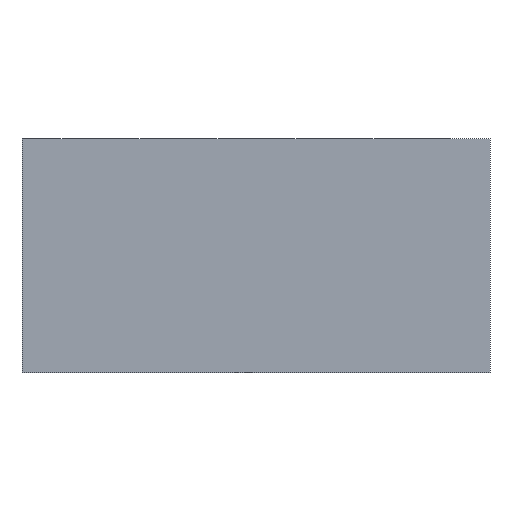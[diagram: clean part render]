
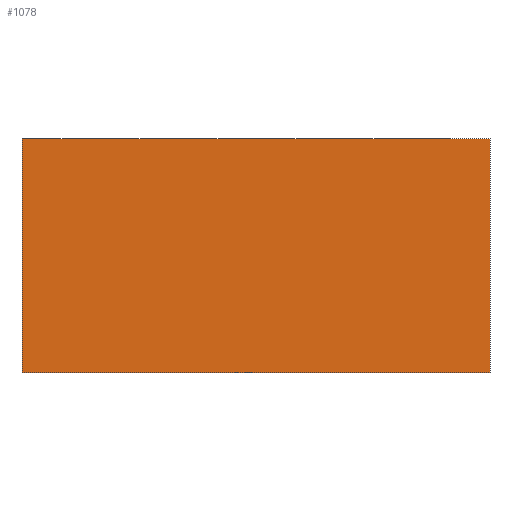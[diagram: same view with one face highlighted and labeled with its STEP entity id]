
A CAD part, front view. The second image highlights one B-rep face of the part: STEP entity #1078.
In plain terms, the highlighted planar face has unit normal (0, -1, 0).
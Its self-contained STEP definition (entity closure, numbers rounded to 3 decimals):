
#61=FACE_OUTER_BOUND('',#111,.T.);
#111=EDGE_LOOP('',(#874,#875,#876,#877));
#216=LINE('',#1617,#360);
#254=LINE('',#1683,#398);
#255=LINE('',#1686,#399);
#256=LINE('',#1687,#400);
#360=VECTOR('',#1320,10.);
#398=VECTOR('',#1390,10.);
#399=VECTOR('',#1393,10.);
#400=VECTOR('',#1394,10.);
#483=VERTEX_POINT('',#1614);
#484=VERTEX_POINT('',#1616);
#496=VERTEX_POINT('',#1681);
#497=VERTEX_POINT('',#1685);
#600=EDGE_CURVE('',#483,#484,#216,.T.);
#638=EDGE_CURVE('',#483,#496,#254,.T.);
#639=EDGE_CURVE('',#497,#496,#255,.T.);
#640=EDGE_CURVE('',#484,#497,#256,.T.);
#874=ORIENTED_EDGE('',*,*,#638,.T.);
#875=ORIENTED_EDGE('',*,*,#639,.F.);
#876=ORIENTED_EDGE('',*,*,#640,.F.);
#877=ORIENTED_EDGE('',*,*,#600,.F.);
#977=PLANE('',#1151);
#1078=ADVANCED_FACE('',(#61),#977,.T.);
#1151=AXIS2_PLACEMENT_3D('',#1684,#1391,#1392);
#1320=DIRECTION('',(-1.,0.,0.));
#1390=DIRECTION('',(0.,0.,1.));
#1391=DIRECTION('center_axis',(0.,-1.,0.));
#1392=DIRECTION('ref_axis',(1.,0.,0.));
#1393=DIRECTION('',(1.,0.,0.));
#1394=DIRECTION('',(0.,0.,1.));
#1614=CARTESIAN_POINT('',(307.504,64.487,141.711));
#1616=CARTESIAN_POINT('',(187.504,64.487,141.711));
#1617=CARTESIAN_POINT('',(187.504,64.487,141.711));
#1681=CARTESIAN_POINT('',(307.504,64.487,201.711));
#1683=CARTESIAN_POINT('',(307.504,64.487,171.711));
#1684=CARTESIAN_POINT('Origin',(187.504,64.487,171.711));
#1685=CARTESIAN_POINT('',(187.504,64.487,201.711));
#1686=CARTESIAN_POINT('',(187.504,64.487,201.711));
#1687=CARTESIAN_POINT('',(187.504,64.487,171.711));
